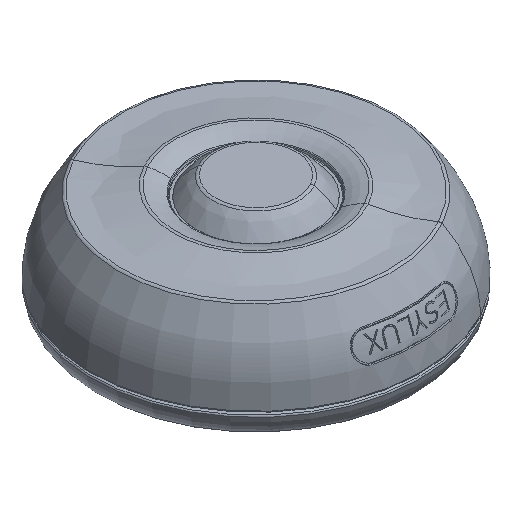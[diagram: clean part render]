
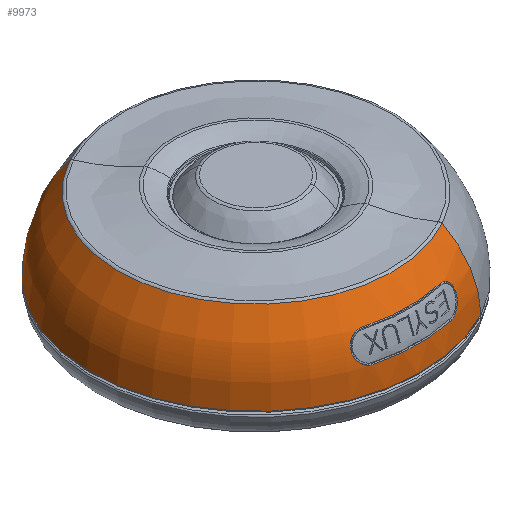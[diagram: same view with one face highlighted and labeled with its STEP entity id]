
A CAD part, isometric view. The second image highlights one B-rep face of the part: STEP entity #9973.
In plain terms, the highlighted face is a revolution surface.
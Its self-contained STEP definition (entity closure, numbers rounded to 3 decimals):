
#9819=CARTESIAN_POINT('Vertex',(20.205,-36.985,29.814)) ;
#9826=CARTESIAN_POINT('Vertex',(-20.205,36.985,29.814)) ;
#9841=CARTESIAN_POINT('Axis2P3D Location',(0.,0.,29.814)) ;
#9854=CARTESIAN_POINT('Control Point',(24.402,-44.668,7.518)) ;
#9855=CARTESIAN_POINT('Control Point',(24.296,-44.474,13.618)) ;
#9856=CARTESIAN_POINT('Control Point',(23.531,-43.073,19.671)) ;
#9857=CARTESIAN_POINT('Control Point',(22.117,-40.485,25.193)) ;
#9858=CARTESIAN_POINT('Control Point',(20.205,-36.985,29.814)) ;
#9859=CARTESIAN_POINT('Axis1P Location',(0.,0.,6.209)) ;
#9863=CARTESIAN_POINT('Axis2P3D Location',(7.094,-12.985,6.209)) ;
#9867=CARTESIAN_POINT('Vertex',(24.402,-44.668,7.518)) ;
#9874=CARTESIAN_POINT('Vertex',(-24.402,44.668,7.518)) ;
#9877=CARTESIAN_POINT('Axis2P3D Location',(-7.094,12.985,6.209)) ;
#9889=CARTESIAN_POINT('Axis2P3D Location',(0.,0.,7.518)) ;
#9901=CARTESIAN_POINT('Control Point',(-12.431,-45.201,22.816)) ;
#9902=CARTESIAN_POINT('Control Point',(-12.778,-45.106,22.816)) ;
#9903=CARTESIAN_POINT('Control Point',(-13.128,-45.025,22.78)) ;
#9904=CARTESIAN_POINT('Control Point',(-13.467,-44.964,22.707)) ;
#9905=CARTESIAN_POINT('Control Point',(-14.046,-44.887,22.519)) ;
#9906=CARTESIAN_POINT('Control Point',(-14.542,-44.865,22.258)) ;
#9907=CARTESIAN_POINT('Control Point',(-14.75,-44.865,22.128)) ;
#9908=CARTESIAN_POINT('Control Point',(-15.279,-44.887,21.742)) ;
#9909=CARTESIAN_POINT('Control Point',(-15.685,-44.964,21.303)) ;
#9910=CARTESIAN_POINT('Control Point',(-15.902,-45.028,21.011)) ;
#9911=CARTESIAN_POINT('Control Point',(-16.515,-45.293,19.978)) ;
#9912=CARTESIAN_POINT('Control Point',(-16.715,-45.682,18.876)) ;
#9913=CARTESIAN_POINT('Control Point',(-16.692,-45.989,18.101)) ;
#9914=CARTESIAN_POINT('Control Point',(-16.386,-46.531,16.871)) ;
#9915=CARTESIAN_POINT('Control Point',(-15.545,-47.147,15.757)) ;
#9916=CARTESIAN_POINT('Control Point',(-15.154,-47.385,15.369)) ;
#9917=CARTESIAN_POINT('Control Point',(-14.426,-47.748,14.858)) ;
#9918=CARTESIAN_POINT('Control Point',(-13.466,-48.099,14.549)) ;
#9919=CARTESIAN_POINT('Control Point',(-13.134,-48.209,14.477)) ;
#9920=CARTESIAN_POINT('Control Point',(-12.784,-48.311,14.439)) ;
#9921=CARTESIAN_POINT('Control Point',(-12.431,-48.402,14.439)) ;
#9922=CARTESIAN_POINT('Vertex',(-12.431,-45.201,22.816)) ;
#9924=CARTESIAN_POINT('Vertex',(-12.431,-48.402,14.439)) ;
#9927=CARTESIAN_POINT('Axis2P3D Location',(0.,0.,22.816)) ;
#9931=CARTESIAN_POINT('Vertex',(10.921,-45.589,22.816)) ;
#9935=CARTESIAN_POINT('Control Point',(10.921,-45.589,22.816)) ;
#9936=CARTESIAN_POINT('Control Point',(11.269,-45.506,22.816)) ;
#9937=CARTESIAN_POINT('Control Point',(11.621,-45.437,22.78)) ;
#9938=CARTESIAN_POINT('Control Point',(11.959,-45.389,22.706)) ;
#9939=CARTESIAN_POINT('Control Point',(12.539,-45.332,22.518)) ;
#9940=CARTESIAN_POINT('Control Point',(13.034,-45.327,22.257)) ;
#9941=CARTESIAN_POINT('Control Point',(13.242,-45.333,22.126)) ;
#9942=CARTESIAN_POINT('Control Point',(13.774,-45.373,21.738)) ;
#9943=CARTESIAN_POINT('Control Point',(14.181,-45.463,21.298)) ;
#9944=CARTESIAN_POINT('Control Point',(14.398,-45.535,21.003)) ;
#9945=CARTESIAN_POINT('Control Point',(15.01,-45.819,19.966)) ;
#9946=CARTESIAN_POINT('Control Point',(15.207,-46.212,18.86)) ;
#9947=CARTESIAN_POINT('Control Point',(15.181,-46.516,18.083)) ;
#9948=CARTESIAN_POINT('Control Point',(14.894,-47.001,16.95)) ;
#9949=CARTESIAN_POINT('Control Point',(14.15,-47.536,15.916)) ;
#9950=CARTESIAN_POINT('Control Point',(13.872,-47.706,15.61)) ;
#9951=CARTESIAN_POINT('Control Point',(13.355,-47.974,15.167)) ;
#9952=CARTESIAN_POINT('Control Point',(12.688,-48.243,14.816)) ;
#9953=CARTESIAN_POINT('Control Point',(12.433,-48.337,14.706)) ;
#9954=CARTESIAN_POINT('Control Point',(11.988,-48.486,14.559)) ;
#9955=CARTESIAN_POINT('Control Point',(11.501,-48.623,14.473)) ;
#9956=CARTESIAN_POINT('Control Point',(11.309,-48.674,14.451)) ;
#9957=CARTESIAN_POINT('Control Point',(11.116,-48.721,14.439)) ;
#9958=CARTESIAN_POINT('Control Point',(10.921,-48.764,14.439)) ;
#9959=CARTESIAN_POINT('Vertex',(10.921,-48.764,14.439)) ;
#9962=CARTESIAN_POINT('Axis2P3D Location',(0.,0.,14.439)) ;
#9842=DIRECTION('Axis2P3D Direction',(0.,0.,1.)) ;
#9860=DIRECTION('Axis1P Direction',(-0.,-0.,-1.)) ;
#9864=DIRECTION('Axis2P3D Direction',(-0.878,-0.479,0.)) ;
#9878=DIRECTION('Axis2P3D Direction',(0.878,0.479,-0.)) ;
#9890=DIRECTION('Axis2P3D Direction',(0.,0.,1.)) ;
#9928=DIRECTION('Axis2P3D Direction',(0.,0.,1.)) ;
#9963=DIRECTION('Axis2P3D Direction',(0.,0.,1.)) ;
#9843=AXIS2_PLACEMENT_3D('Circle Axis2P3D',#9841,#9842,$) ;
#9865=AXIS2_PLACEMENT_3D('Circle Axis2P3D',#9863,#9864,$) ;
#9879=AXIS2_PLACEMENT_3D('Circle Axis2P3D',#9877,#9878,$) ;
#9891=AXIS2_PLACEMENT_3D('Circle Axis2P3D',#9889,#9890,$) ;
#9929=AXIS2_PLACEMENT_3D('Circle Axis2P3D',#9927,#9928,$) ;
#9964=AXIS2_PLACEMENT_3D('Circle Axis2P3D',#9962,#9963,$) ;
#9895=ORIENTED_EDGE('',*,*,#9845,.F.) ;
#9896=ORIENTED_EDGE('',*,*,#9881,.T.) ;
#9897=ORIENTED_EDGE('',*,*,#9893,.T.) ;
#9898=ORIENTED_EDGE('',*,*,#9869,.F.) ;
#9968=ORIENTED_EDGE('',*,*,#9926,.F.) ;
#9969=ORIENTED_EDGE('',*,*,#9933,.F.) ;
#9970=ORIENTED_EDGE('',*,*,#9961,.T.) ;
#9971=ORIENTED_EDGE('',*,*,#9966,.F.) ;
#9972=FACE_BOUND('',#9967,.T.) ;
#9973=ADVANCED_FACE('Body.3',(#9899,#9972),#9862,.F.) ;
#9861=AXIS1_PLACEMENT('Revolution Surface Axis1P',#9859,#9860) ;
#9853=B_SPLINE_CURVE_WITH_KNOTS('',4,(#9854,#9855,#9856,#9857,#9858),.UNSPECIFIED.,.F.,.U.,(5,5),(1.309,25.725),.UNSPECIFIED.) ;
#9900=B_SPLINE_CURVE_WITH_KNOTS('',5,(#9901,#9902,#9903,#9904,#9905,#9906,#9907,#9908,#9909,#9910,#9911,#9912,#9913,#9914,#9915,#9916,#9917,#9918,#9919,#9920,#9921),.UNSPECIFIED.,.F.,.U.,(6,3,3,3,3,3,6),(0.,1.969,3.615,6.556,13.731,17.886,19.861),.UNSPECIFIED.) ;
#9934=B_SPLINE_CURVE_WITH_KNOTS('',5,(#9935,#9936,#9937,#9938,#9939,#9940,#9941,#9942,#9943,#9944,#9945,#9946,#9947,#9948,#9949,#9950,#9951,#9952,#9953,#9954,#9955,#9956,#9957,#9958),.UNSPECIFIED.,.F.,.U.,(6,3,3,3,3,3,3,6),(0.,1.959,3.61,6.573,13.772,16.98,18.732,19.812),.UNSPECIFIED.) ;
#9844=CIRCLE('generated circle',#9843,42.144) ;
#9866=CIRCLE('generated circle',#9865,36.126) ;
#9880=CIRCLE('generated circle',#9879,36.126) ;
#9892=CIRCLE('generated circle',#9891,50.899) ;
#9930=CIRCLE('generated circle',#9929,46.879) ;
#9965=CIRCLE('generated circle',#9964,49.972) ;
#9845=EDGE_CURVE('',#9827,#9820,#9844,.T.) ;
#9869=EDGE_CURVE('',#9820,#9868,#9866,.F.) ;
#9881=EDGE_CURVE('',#9827,#9875,#9880,.F.) ;
#9893=EDGE_CURVE('',#9875,#9868,#9892,.T.) ;
#9926=EDGE_CURVE('',#9923,#9925,#9900,.T.) ;
#9933=EDGE_CURVE('',#9932,#9923,#9930,.F.) ;
#9961=EDGE_CURVE('',#9932,#9960,#9934,.T.) ;
#9966=EDGE_CURVE('',#9925,#9960,#9965,.T.) ;
#9894=EDGE_LOOP('',(#9895,#9896,#9897,#9898)) ;
#9967=EDGE_LOOP('',(#9968,#9969,#9970,#9971)) ;
#9899=FACE_OUTER_BOUND('',#9894,.T.) ;
#9862=SURFACE_OF_REVOLUTION('homeo Torus',#9853,#9861) ;
#9820=VERTEX_POINT('',#9819) ;
#9827=VERTEX_POINT('',#9826) ;
#9868=VERTEX_POINT('',#9867) ;
#9875=VERTEX_POINT('',#9874) ;
#9923=VERTEX_POINT('',#9922) ;
#9925=VERTEX_POINT('',#9924) ;
#9932=VERTEX_POINT('',#9931) ;
#9960=VERTEX_POINT('',#9959) ;
